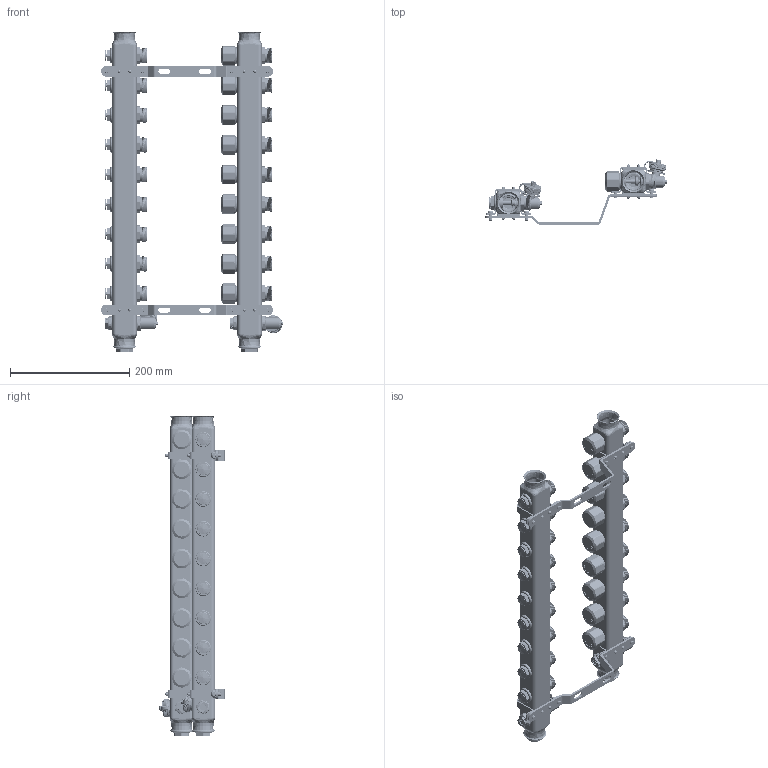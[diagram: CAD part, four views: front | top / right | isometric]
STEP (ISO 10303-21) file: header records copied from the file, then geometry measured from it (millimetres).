
FILE_DESCRIPTION (( 'STEP AP214' ), '1' );
FILE_NAME ('SSM-9R.STEP', '2023-11-11T17:02:08', ( '' ), ( '' ), 'SwSTEP 2.0', 'SolidWorks 2018', '' );
FILE_SCHEMA (( 'AUTOMOTIVE_DESIGN' ));
Length unit declared in the file: millimetre
Products named in the file (46): W3100-15邿阨概.STEP; 18X2.5; 縐遠; 10H; 滑菸盓殤縐遠; SSM-9R; 3100-15-01____.STEP; 齬ァ概肣璃; 囀鞠褒諉芛; 盓殤砎々18潔擒; 滑菸煦阨ん盓殤; 3100-15-05____.STEP; 肣菁啣; 18X2; 3100-15-02____.STEP; 齬ァ概羲壽; 懦伎鬥忒謫; 齬ァ概呿蹋芛; 粟銅概郋蚾饜极; 003郪蚾; 黑簽; 354.002.00__________.STEP; O____10x2.5.STEP; 3100-15-03____.STEP; O____22x2.STEP; す鞠褒郪蚾; 7.6x1.9; 霜講數10; 砎蝶菁啣; W3100-15邿阨概; 媼芛簽; 蚾饜极す砎々; 326.200.00__________24.2x2.STEP; 003裔赽; 祥凄詩裝赽; J002-FL; 3100-15-04______.STEP; M6X12蹟佪; O____16x1.9.STEP; ѹñ ...
Assembly tree (91 placements, depth 5):
  SSM-9R
    概郋郪蚾10
      懦伎鬥忒謫  x9
      囀鞠褒諉芛  x9
      粟銅概郋蚾饜极  x9
        媼芛簽
        ѹñ
        祥凄詩裝赽
        粟銅杶
        肣菁啣
        砎蝶菁啣
        7.6x1.9
        18X2.5
      10H
      黑簽
      W3100-15邿阨概
        W3100-15邿阨概.STEP
          3100-15-01____.STEP
          3100-15-02____.STEP
          3100-15-03____.STEP
          3100-15-04______.STEP
          O____10x2.5.STEP
          O____13x1.5.STEP
          O____7x1.5.STEP
          O____22x2.STEP
          3100-15-05____.STEP
          326.200.00__________24.2x2.STEP
          O____16x1.9.STEP  x2
          354.002.00__________.STEP
      齬ァ概
        齬ァ概肣璃
        齬ァ概呿蹋芛
        齬ァ概羲壽
        18X2
    霜講數10
      10H
      黑簽
      W3100-15邿阨概
        W3100-15邿阨概.STEP
          3100-15-01____.STEP
          3100-15-02____.STEP
          3100-15-03____.STEP
          3100-15-04______.STEP
          O____10x2.5.STEP
          O____13x1.5.STEP
          O____7x1.5.STEP
          O____22x2.STEP
          3100-15-05____.STEP
          326.200.00__________24.2x2.STEP
          O____16x1.9.STEP  x2
          354.002.00__________.STEP
      齬ァ概
        齬ァ概肣璃
        齬ァ概呿蹋芛
        齬ァ概羲壽
        18X2
      す鞠褒郪蚾  x9
        003郪蚾
          002
          J002-FL
Bounding box: 305.17 x 109.6 x 538.6 mm (x, y, z)
Volume: 705974.8 mm3; surface area: 710446.1 mm2
Topology: 195 solids, 195 shells, 8809 faces, 21543 edges, 13568 vertices
Faces by surface type: cylinder 3466, plane 2460, cone 1683, torus 874, bspline 326
Entity records: 102523 total; most frequent: CARTESIAN_POINT 58212, ORIENTED_EDGE 9028, DIRECTION 8942, EDGE_CURVE 4514, AXIS2_PLACEMENT_3D 3680, VERTEX_POINT 2872, EDGE_LOOP 2004, CIRCLE 1852
